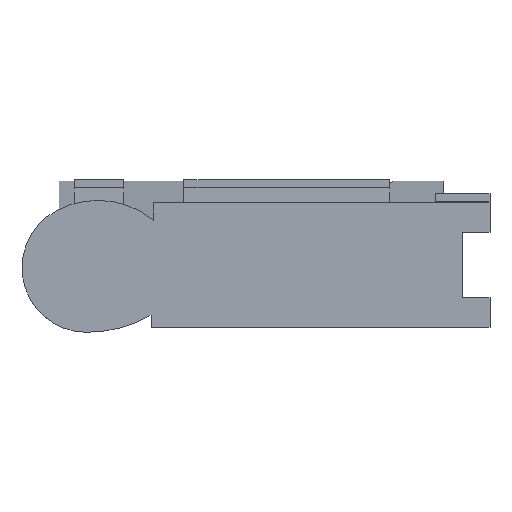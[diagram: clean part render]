
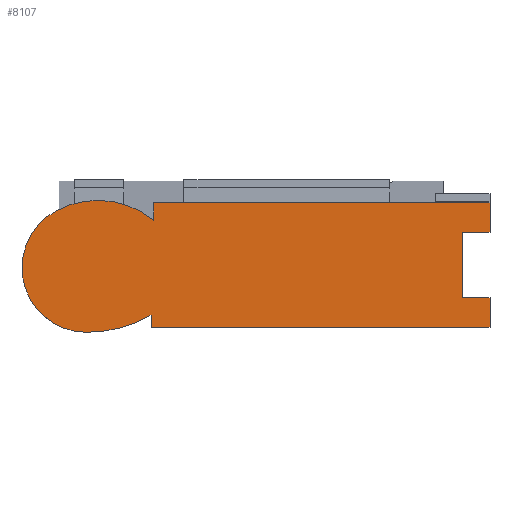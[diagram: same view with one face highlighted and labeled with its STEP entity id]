
A CAD part, top view. The second image highlights one B-rep face of the part: STEP entity #8107.
In plain terms, the highlighted planar face has unit normal (0, 0, 1).
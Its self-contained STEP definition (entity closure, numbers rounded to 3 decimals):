
#582=CIRCLE('',#8596,23.);
#584=CIRCLE('',#8599,11.75);
#586=CIRCLE('',#8602,16.);
#614=FACE_OUTER_BOUND('',#1080,.T.);
#1080=EDGE_LOOP('',(#5406,#5407,#5408,#5409,#5410,#5411,#5412,#5413,#5414,
#5415,#5416,#5417));
#1580=LINE('',#10397,#2450);
#1583=LINE('',#10403,#2453);
#1586=LINE('',#10409,#2456);
#1589=LINE('',#10415,#2459);
#1592=LINE('',#10421,#2462);
#1595=LINE('',#10427,#2465);
#1598=LINE('',#10433,#2468);
#1604=LINE('',#10457,#2474);
#1607=LINE('',#10461,#2477);
#2450=VECTOR('',#8903,10.);
#2453=VECTOR('',#8908,10.);
#2456=VECTOR('',#8913,10.);
#2459=VECTOR('',#8918,10.);
#2462=VECTOR('',#8923,10.);
#2465=VECTOR('',#8928,10.);
#2468=VECTOR('',#8933,10.);
#2474=VECTOR('',#8959,10.);
#2477=VECTOR('',#8964,10.);
#3320=VERTEX_POINT('',#10394);
#3321=VERTEX_POINT('',#10396);
#3323=VERTEX_POINT('',#10402);
#3325=VERTEX_POINT('',#10408);
#3327=VERTEX_POINT('',#10414);
#3329=VERTEX_POINT('',#10420);
#3331=VERTEX_POINT('',#10426);
#3333=VERTEX_POINT('',#10432);
#3335=VERTEX_POINT('',#10438);
#3337=VERTEX_POINT('',#10444);
#3339=VERTEX_POINT('',#10450);
#3341=VERTEX_POINT('',#10456);
#4136=EDGE_CURVE('',#3321,#3320,#1580,.T.);
#4139=EDGE_CURVE('',#3323,#3321,#1583,.T.);
#4142=EDGE_CURVE('',#3325,#3323,#1586,.T.);
#4145=EDGE_CURVE('',#3327,#3325,#1589,.T.);
#4148=EDGE_CURVE('',#3329,#3327,#1592,.T.);
#4151=EDGE_CURVE('',#3331,#3329,#1595,.T.);
#4154=EDGE_CURVE('',#3333,#3331,#1598,.T.);
#4157=EDGE_CURVE('',#3335,#3333,#582,.T.);
#4160=EDGE_CURVE('',#3337,#3335,#584,.T.);
#4163=EDGE_CURVE('',#3339,#3337,#586,.T.);
#4166=EDGE_CURVE('',#3341,#3339,#1604,.T.);
#4169=EDGE_CURVE('',#3320,#3341,#1607,.T.);
#5406=ORIENTED_EDGE('',*,*,#4169,.T.);
#5407=ORIENTED_EDGE('',*,*,#4166,.T.);
#5408=ORIENTED_EDGE('',*,*,#4163,.T.);
#5409=ORIENTED_EDGE('',*,*,#4160,.T.);
#5410=ORIENTED_EDGE('',*,*,#4157,.T.);
#5411=ORIENTED_EDGE('',*,*,#4154,.T.);
#5412=ORIENTED_EDGE('',*,*,#4151,.T.);
#5413=ORIENTED_EDGE('',*,*,#4148,.T.);
#5414=ORIENTED_EDGE('',*,*,#4145,.T.);
#5415=ORIENTED_EDGE('',*,*,#4142,.T.);
#5416=ORIENTED_EDGE('',*,*,#4139,.T.);
#5417=ORIENTED_EDGE('',*,*,#4136,.T.);
#7815=PLANE('',#8605);
#8107=ADVANCED_FACE('',(#614),#7815,.T.);
#8596=AXIS2_PLACEMENT_3D('',#10439,#8939,#8940);
#8599=AXIS2_PLACEMENT_3D('',#10445,#8946,#8947);
#8602=AXIS2_PLACEMENT_3D('',#10451,#8953,#8954);
#8605=AXIS2_PLACEMENT_3D('',#10462,#8965,#8966);
#8903=DIRECTION('',(0.,1.,0.));
#8908=DIRECTION('',(1.,0.,0.));
#8913=DIRECTION('',(0.,1.,0.));
#8918=DIRECTION('',(-1.,0.,0.));
#8923=DIRECTION('',(0.,1.,0.));
#8928=DIRECTION('',(1.,0.,0.));
#8933=DIRECTION('',(0.,-1.,0.));
#8939=DIRECTION('center_axis',(0.,0.,1.));
#8940=DIRECTION('ref_axis',(-0.015,-1.,0.));
#8946=DIRECTION('center_axis',(0.,0.,1.));
#8947=DIRECTION('ref_axis',(-0.486,0.874,0.));
#8953=DIRECTION('center_axis',(0.,0.,1.));
#8954=DIRECTION('ref_axis',(0.637,0.771,0.));
#8959=DIRECTION('',(0.,-1.,0.));
#8964=DIRECTION('',(-1.,0.,0.));
#8965=DIRECTION('center_axis',(0.,0.,1.));
#8966=DIRECTION('ref_axis',(1.,0.,0.));
#10394=CARTESIAN_POINT('',(89.,-4.232,1.5));
#10396=CARTESIAN_POINT('',(89.,-9.607,1.5));
#10397=CARTESIAN_POINT('',(89.,-9.607,1.5));
#10402=CARTESIAN_POINT('',(84.,-9.607,1.5));
#10403=CARTESIAN_POINT('',(84.,-9.607,1.5));
#10408=CARTESIAN_POINT('',(84.,-21.607,1.5));
#10409=CARTESIAN_POINT('',(84.,-21.607,1.5));
#10414=CARTESIAN_POINT('',(89.,-21.607,1.5));
#10415=CARTESIAN_POINT('',(89.,-21.607,1.5));
#10420=CARTESIAN_POINT('',(89.,-26.982,1.5));
#10421=CARTESIAN_POINT('',(89.,-26.982,1.5));
#10426=CARTESIAN_POINT('',(27.25,-26.982,1.5));
#10427=CARTESIAN_POINT('',(27.25,-26.982,1.5));
#10432=CARTESIAN_POINT('',(27.25,-24.732,1.5));
#10433=CARTESIAN_POINT('',(27.25,-24.732,1.5));
#10438=CARTESIAN_POINT('',(15.32,-27.856,1.5));
#10439=CARTESIAN_POINT('Origin',(15.673,-4.858,1.5));
#10444=CARTESIAN_POINT('',(9.791,-5.837,1.5));
#10445=CARTESIAN_POINT('Origin',(15.5,-16.107,1.5));
#10450=CARTESIAN_POINT('',(27.75,-7.482,1.5));
#10451=CARTESIAN_POINT('Origin',(17.565,-19.822,1.5));
#10456=CARTESIAN_POINT('',(27.75,-4.232,1.5));
#10457=CARTESIAN_POINT('',(27.75,-4.232,1.5));
#10461=CARTESIAN_POINT('',(89.,-4.232,1.5));
#10462=CARTESIAN_POINT('Origin',(46.375,-15.84,1.5));
